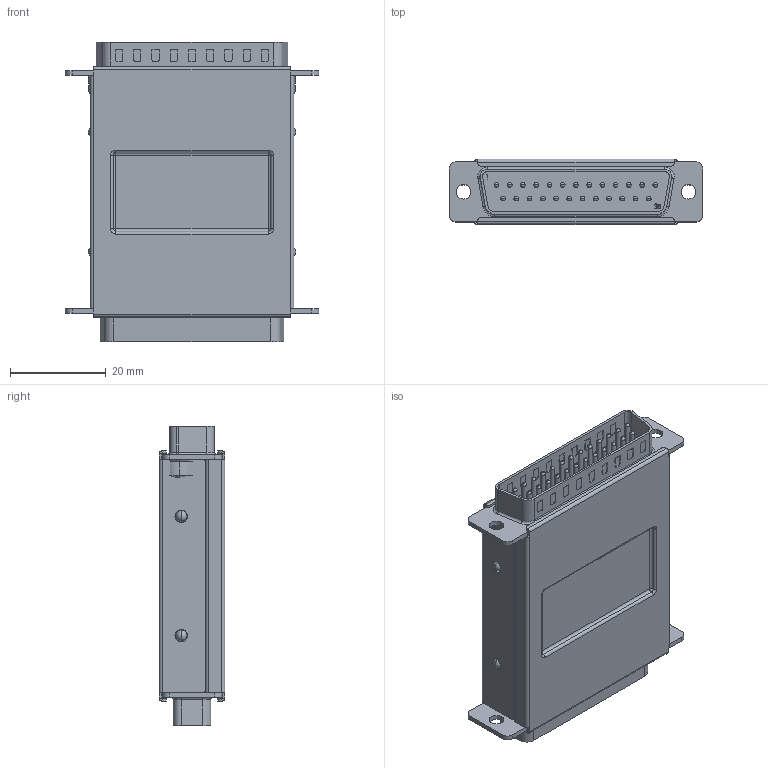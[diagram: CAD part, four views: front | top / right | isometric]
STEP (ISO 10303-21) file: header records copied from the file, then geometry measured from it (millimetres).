
FILE_DESCRIPTION (( 'STEP AP203' ), '1' );
FILE_NAME ('DIYS.STEP', '2006-06-23T16:18:40', ( ' ' ), ( ' ' ), 'SwSTEP 2.0', 'SolidWorks 2005354', '' );
FILE_SCHEMA (( 'CONFIG_CONTROL_DESIGN' ));
Products named in the file (5): DIY-MA1; SD25P; DIY-MA2; DIYS; SD25S
Assembly tree (4 placements, depth 2):
  DIYS
    DIY-MA1
    DIY-MA2
    SD25P
    SD25S
Bounding box: 53.09 x 13.7 x 62.53 mm (x, y, z)
Volume: 10987.8 mm3; surface area: 20035.9 mm2
Topology: 4 solids, 4 shells, 1422 faces, 3420 edges, 2093 vertices
Faces by surface type: plane 682, cylinder 580, sphere 72, torus 56, bspline 32
Entity records: 44717 total; most frequent: CARTESIAN_POINT 10986, DIRECTION 7316, ORIENTED_EDGE 6592, EDGE_CURVE 3296, AXIS2_PLACEMENT_3D 2683, VERTEX_POINT 2039, VECTOR 1950, LINE 1950
